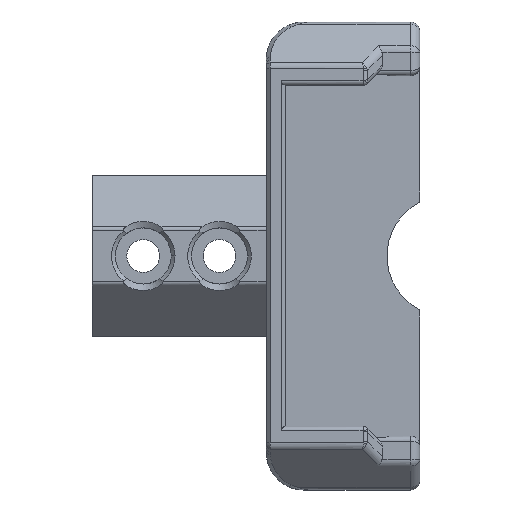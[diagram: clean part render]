
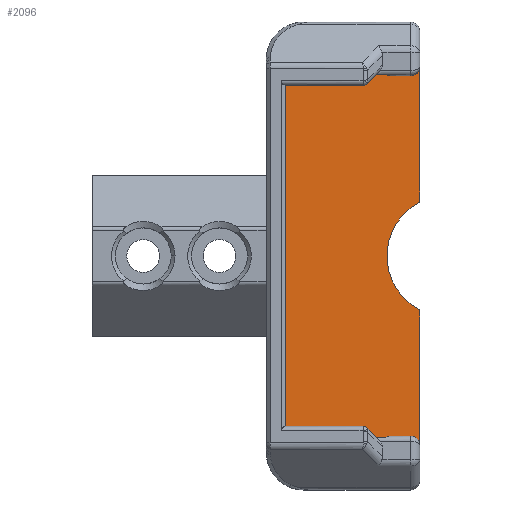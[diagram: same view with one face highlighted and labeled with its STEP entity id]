
A CAD part, top view. The second image highlights one B-rep face of the part: STEP entity #2096.
In plain terms, the highlighted planar face has unit normal (0, 0, 1).
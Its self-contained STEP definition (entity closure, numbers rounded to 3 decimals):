
#50=PLANE('',#2295);
#149=ELLIPSE('',#2268,1.,0.75);
#159=ELLIPSE('',#2297,1.,0.75);
#250=FACE_OUTER_BOUND('',#374,.T.);
#374=EDGE_LOOP('',(#1617,#1618,#1619,#1620,#1621,#1622,#1623,#1624,#1625,
#1626,#1627,#1628,#1629,#1630));
#465=LINE('',#3237,#624);
#481=LINE('',#3397,#640);
#512=LINE('',#3677,#671);
#520=LINE('',#3770,#679);
#522=LINE('',#3774,#681);
#523=LINE('',#3779,#682);
#524=LINE('',#3783,#683);
#624=VECTOR('',#2466,10.);
#640=VECTOR('',#2524,10.);
#671=VECTOR('',#2653,10.);
#679=VECTOR('',#2689,10.);
#681=VECTOR('',#2693,10.);
#682=VECTOR('',#2698,10.);
#683=VECTOR('',#2703,10.);
#771=CIRCLE('',#2196,1.);
#782=CIRCLE('',#2225,1.);
#799=CIRCLE('',#2296,6.5);
#800=CIRCLE('',#2298,1.);
#801=CIRCLE('',#2299,1.);
#845=VERTEX_POINT('',#3031);
#846=VERTEX_POINT('',#3033);
#864=VERTEX_POINT('',#3236);
#874=VERTEX_POINT('',#3291);
#875=VERTEX_POINT('',#3293);
#887=VERTEX_POINT('',#3396);
#918=VERTEX_POINT('',#3558);
#926=VERTEX_POINT('',#3675);
#934=VERTEX_POINT('',#3767);
#935=VERTEX_POINT('',#3769);
#936=VERTEX_POINT('',#3773);
#937=VERTEX_POINT('',#3776);
#938=VERTEX_POINT('',#3778);
#939=VERTEX_POINT('',#3781);
#1047=EDGE_CURVE('',#845,#846,#771,.F.);
#1074=EDGE_CURVE('',#864,#846,#465,.T.);
#1090=EDGE_CURVE('',#874,#875,#782,.F.);
#1106=EDGE_CURVE('',#875,#887,#481,.T.);
#1155=EDGE_CURVE('',#918,#864,#149,.T.);
#1171=EDGE_CURVE('',#874,#926,#512,.T.);
#1187=EDGE_CURVE('',#935,#934,#520,.T.);
#1189=EDGE_CURVE('',#936,#845,#522,.T.);
#1190=EDGE_CURVE('',#936,#887,#799,.T.);
#1191=EDGE_CURVE('',#926,#937,#159,.T.);
#1192=EDGE_CURVE('',#938,#937,#523,.T.);
#1193=EDGE_CURVE('',#938,#935,#800,.T.);
#1194=EDGE_CURVE('',#934,#939,#801,.T.);
#1195=EDGE_CURVE('',#939,#918,#524,.T.);
#1617=ORIENTED_EDGE('',*,*,#1155,.T.);
#1618=ORIENTED_EDGE('',*,*,#1074,.T.);
#1619=ORIENTED_EDGE('',*,*,#1047,.F.);
#1620=ORIENTED_EDGE('',*,*,#1189,.F.);
#1621=ORIENTED_EDGE('',*,*,#1190,.T.);
#1622=ORIENTED_EDGE('',*,*,#1106,.F.);
#1623=ORIENTED_EDGE('',*,*,#1090,.F.);
#1624=ORIENTED_EDGE('',*,*,#1171,.T.);
#1625=ORIENTED_EDGE('',*,*,#1191,.T.);
#1626=ORIENTED_EDGE('',*,*,#1192,.F.);
#1627=ORIENTED_EDGE('',*,*,#1193,.T.);
#1628=ORIENTED_EDGE('',*,*,#1187,.T.);
#1629=ORIENTED_EDGE('',*,*,#1194,.T.);
#1630=ORIENTED_EDGE('',*,*,#1195,.T.);
#2096=ADVANCED_FACE('',(#250),#50,.T.);
#2196=AXIS2_PLACEMENT_3D('',#3034,#2422,#2423);
#2225=AXIS2_PLACEMENT_3D('',#3294,#2501,#2502);
#2268=AXIS2_PLACEMENT_3D('',#3559,#2621,#2622);
#2295=AXIS2_PLACEMENT_3D('',#3772,#2691,#2692);
#2296=AXIS2_PLACEMENT_3D('',#3775,#2694,#2695);
#2297=AXIS2_PLACEMENT_3D('',#3777,#2696,#2697);
#2298=AXIS2_PLACEMENT_3D('',#3780,#2699,#2700);
#2299=AXIS2_PLACEMENT_3D('',#3782,#2701,#2702);
#2422=DIRECTION('center_axis',(0.,0.,-1.));
#2423=DIRECTION('ref_axis',(0.707,0.707,0.));
#2466=DIRECTION('',(1.,0.,0.));
#2501=DIRECTION('center_axis',(0.,0.,-1.));
#2502=DIRECTION('ref_axis',(0.707,-0.707,0.));
#2524=DIRECTION('',(0.,-1.,0.));
#2621=DIRECTION('center_axis',(0.,0.,-1.));
#2622=DIRECTION('ref_axis',(1.,0.,0.));
#2653=DIRECTION('',(-1.,0.,0.));
#2689=DIRECTION('',(0.,-1.,0.));
#2691=DIRECTION('center_axis',(0.,0.,1.));
#2692=DIRECTION('ref_axis',(-1.,0.,0.));
#2693=DIRECTION('',(0.,-1.,0.));
#2694=DIRECTION('center_axis',(0.,0.,
-1.));
#2695=DIRECTION('ref_axis',(-0.462,0.887,0.));
#2696=DIRECTION('center_axis',(0.,0.,
-1.));
#2697=DIRECTION('ref_axis',(1.,0.,0.));
#2698=DIRECTION('',(1.,0.,0.));
#2699=DIRECTION('center_axis',(0.,0.,1.));
#2700=DIRECTION('ref_axis',(-1.,0.,0.));
#2701=DIRECTION('center_axis',(0.,0.,
1.));
#2702=DIRECTION('ref_axis',(0.,-1.,0.));
#2703=DIRECTION('',(1.,0.,0.));
#3031=CARTESIAN_POINT('',(102.658,686.073,2.));
#3033=CARTESIAN_POINT('',(101.658,687.073,2.));
#3034=CARTESIAN_POINT('Origin',(101.658,686.073,2.));
#3236=CARTESIAN_POINT('',(99.658,687.073,2.));
#3237=CARTESIAN_POINT('',(99.658,687.073,2.));
#3291=CARTESIAN_POINT('',(101.658,725.573,2.));
#3293=CARTESIAN_POINT('',(102.658,726.573,2.));
#3294=CARTESIAN_POINT('Origin',(101.658,726.573,2.));
#3396=CARTESIAN_POINT('',(102.658,712.09,2.));
#3397=CARTESIAN_POINT('',(102.658,726.323,2.));
#3558=CARTESIAN_POINT('',(98.658,686.323,2.));
#3559=CARTESIAN_POINT('Origin',(99.658,686.323,2.));
#3675=CARTESIAN_POINT('',(99.658,725.573,2.));
#3677=CARTESIAN_POINT('',(101.658,725.573,2.));
#3767=CARTESIAN_POINT('',(88.258,687.323,2.));
#3769=CARTESIAN_POINT('',(88.258,725.323,2.));
#3770=CARTESIAN_POINT('',(88.258,725.323,2.));
#3772=CARTESIAN_POINT('Origin',(88.258,686.323,2.));
#3773=CARTESIAN_POINT('',(102.658,700.557,2.));
#3774=CARTESIAN_POINT('',(102.658,700.557,2.));
#3775=CARTESIAN_POINT('Origin',(105.658,706.323,2.));
#3776=CARTESIAN_POINT('',(98.658,726.323,2.));
#3777=CARTESIAN_POINT('Origin',(99.658,726.323,2.));
#3778=CARTESIAN_POINT('',(89.258,726.323,2.));
#3779=CARTESIAN_POINT('',(89.258,726.323,2.));
#3780=CARTESIAN_POINT('Origin',(89.258,725.323,2.));
#3781=CARTESIAN_POINT('',(89.258,686.323,2.));
#3782=CARTESIAN_POINT('Origin',(89.258,687.323,2.));
#3783=CARTESIAN_POINT('',(89.258,686.323,2.));
